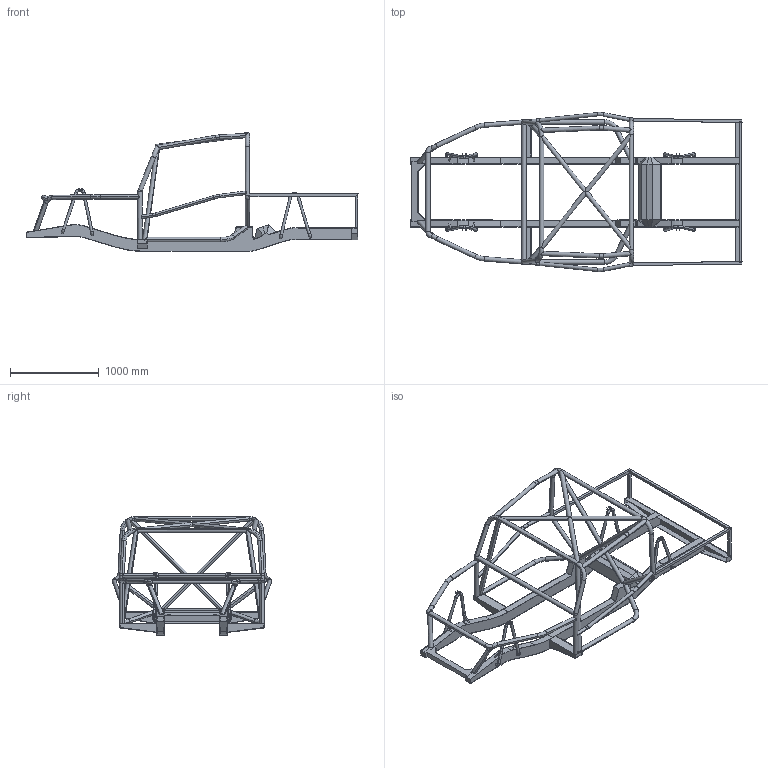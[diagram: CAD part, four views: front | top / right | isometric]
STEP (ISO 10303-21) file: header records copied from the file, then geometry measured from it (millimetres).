
FILE_DESCRIPTION(('CATIA V5 STEP Exchange'),'2;1');
FILE_NAME('tomcat chassis v5_AllCATPart.stp','2020-05-08T15:30:52+00:00',('none'),('none'),'CATIA Version 5-6 Release 2015','CATIA V5 STEP AP203','none');
FILE_SCHEMA(('CONFIG_CONTROL_DESIGN'));
Length unit declared in the file: millimetre
Products named in the file (1): tomcat chassis v5_AllCATPart
Bounding box: 3749.22 x 1798.63 x 1341.89 mm (x, y, z)
Volume: 78031803.5 mm3; surface area: 14268282.5 mm2
Topology: 12 solids, 13 shells, 774 faces, 1976 edges, 1134 vertices
Faces by surface type: cylinder 298, plane 266, torus 82, sphere 64, bspline 64
Entity records: 27660 total; most frequent: CARTESIAN_POINT 11518, ORIENTED_EDGE 3824, DIRECTION 2433, EDGE_CURVE 1912, VERTEX_POINT 1134, AXIS2_PLACEMENT_3D 1075, VECTOR 839, LINE 839
